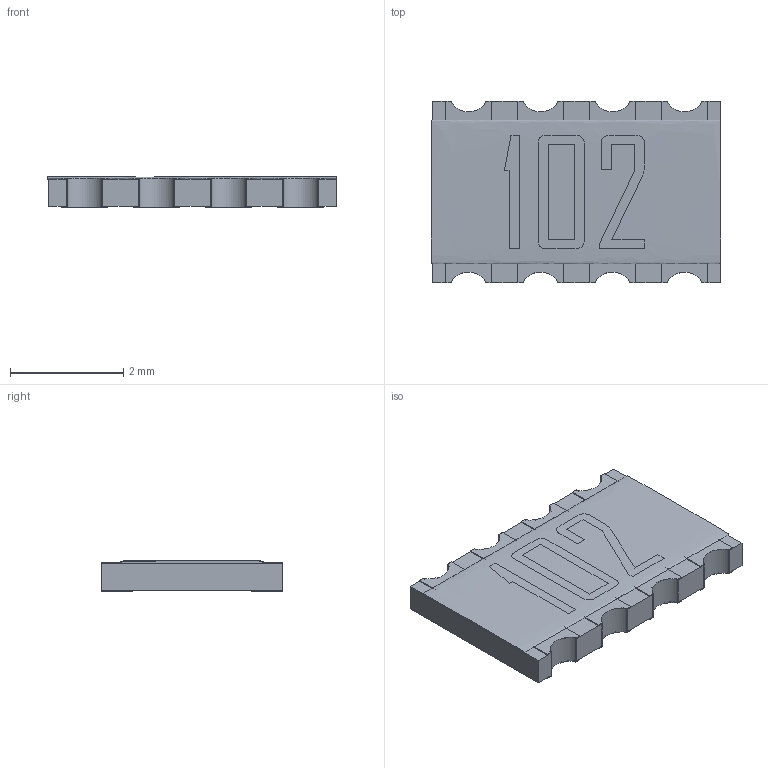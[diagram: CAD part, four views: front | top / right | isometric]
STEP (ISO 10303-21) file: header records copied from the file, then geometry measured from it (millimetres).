
FILE_DESCRIPTION(/* description */ (''),/* implementation_level */ '2;1');
FILE_NAME(/* name */ 'res array 4x 1206',/* time_stamp */ '2020-05-31T10:03:37+02:00',/* author */ (''),/* organization */ (''),/* preprocessor_version */ 'ST-DEVELOPER v16.5',/* originating_system */ '',/* authorisation */ '');
FILE_SCHEMA (('AUTOMOTIVE_DESIGN'));
Length unit declared in the file: millimetre
Products named in the file (1): Document
Bounding box: 5.1 x 3.2 x 0.54 mm (x, y, z)
Volume: 7.7 mm3; surface area: 97.9 mm2
Topology: 5 solids, 11 shells, 138 faces, 420 edges, 298 vertices
Faces by surface type: bspline 77, plane 61
Entity records: 6065 total; most frequent: CARTESIAN_POINT 3346, ORIENTED_EDGE 778, EDGE_CURVE 420, B_SPLINE_CURVE_WITH_KNOTS 420, VERTEX_POINT 298, EDGE_LOOP 142, ADVANCED_FACE 138, FACE_OUTER_BOUND 138
